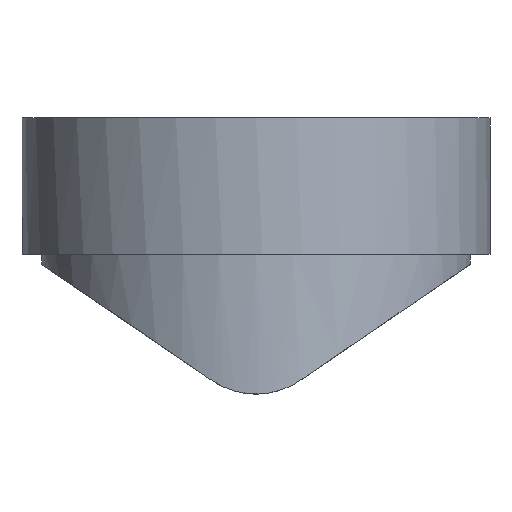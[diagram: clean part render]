
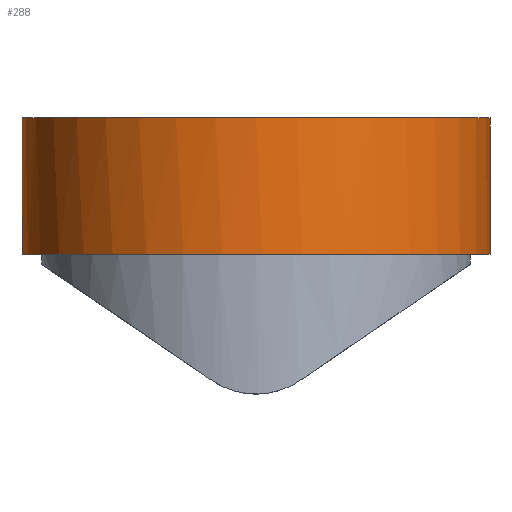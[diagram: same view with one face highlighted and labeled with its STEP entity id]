
A CAD part, front view. The second image highlights one B-rep face of the part: STEP entity #288.
In plain terms, the highlighted cylindrical face has radius 12 mm (diameter 24 mm), a full revolution.
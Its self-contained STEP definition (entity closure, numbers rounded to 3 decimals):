
#32=CIRCLE('',#318,12.);
#37=CIRCLE('',#327,12.);
#38=CIRCLE('',#333,12.);
#46=CYLINDRICAL_SURFACE('',#332,12.);
#107=ORIENTED_EDGE('',*,*,#121,.F.);
#108=ORIENTED_EDGE('',*,*,#154,.F.);
#109=ORIENTED_EDGE('',*,*,#127,.F.);
#110=ORIENTED_EDGE('',*,*,#149,.F.);
#111=ORIENTED_EDGE('',*,*,#144,.T.);
#121=EDGE_CURVE('',#156,#158,#183,.T.);
#127=EDGE_CURVE('',#162,#164,#189,.F.);
#144=EDGE_CURVE('',#178,#178,#32,.T.);
#149=EDGE_CURVE('',#158,#162,#37,.F.);
#154=EDGE_CURVE('',#164,#156,#38,.T.);
#156=VERTEX_POINT('',#425);
#158=VERTEX_POINT('',#428);
#162=VERTEX_POINT('',#438);
#164=VERTEX_POINT('',#441);
#178=VERTEX_POINT('',#491);
#183=LINE('',#427,#199);
#189=LINE('',#440,#205);
#199=VECTOR('',#343,1000.);
#205=VECTOR('',#351,1000.);
#233=EDGE_LOOP('',(#107,#108,#109,#110));
#234=EDGE_LOOP('',(#111));
#259=FACE_BOUND('',#233,.T.);
#260=FACE_BOUND('',#234,.T.);
#288=ADVANCED_FACE('',(#259,#260),#46,.T.);
#318=AXIS2_PLACEMENT_3D('',#490,#378,#379);
#327=AXIS2_PLACEMENT_3D('',#502,#396,#397);
#332=AXIS2_PLACEMENT_3D('',#511,#410,#411);
#333=AXIS2_PLACEMENT_3D('',#512,#412,#413);
#343=DIRECTION('',(0.,0.,1.));
#351=DIRECTION('',(0.,0.,1.));
#378=DIRECTION('',(0.,0.,-1.));
#379=DIRECTION('',(1.,0.,0.));
#396=DIRECTION('',(0.,0.,1.));
#397=DIRECTION('',(1.,0.,0.));
#410=DIRECTION('',(0.,0.,1.));
#411=DIRECTION('',(1.,0.,0.));
#412=DIRECTION('',(0.,0.,-1.));
#413=DIRECTION('',(1.,0.,0.));
#425=CARTESIAN_POINT('',(-6.728,9.937,18.));
#427=CARTESIAN_POINT('',(-6.728,9.937,18.));
#428=CARTESIAN_POINT('',(-6.728,9.937,20.));
#438=CARTESIAN_POINT('',(6.728,9.937,20.));
#440=CARTESIAN_POINT('',(6.728,9.937,18.));
#441=CARTESIAN_POINT('',(6.728,9.937,18.));
#490=CARTESIAN_POINT('',(0.,0.,25.));
#491=CARTESIAN_POINT('',(12.,0.,25.));
#502=CARTESIAN_POINT('',(0.,0.,20.));
#511=CARTESIAN_POINT('',(0.,0.,18.));
#512=CARTESIAN_POINT('',(0.,0.,18.));
